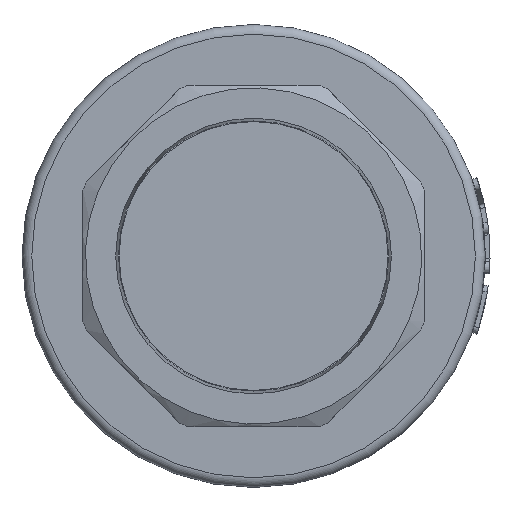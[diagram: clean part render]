
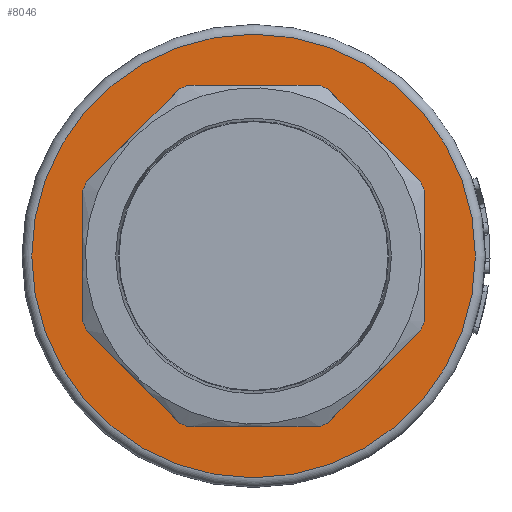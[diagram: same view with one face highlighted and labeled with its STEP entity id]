
A CAD part, left-side view. The second image highlights one B-rep face of the part: STEP entity #8046.
In plain terms, the highlighted planar face has unit normal (-1, 0, 0).
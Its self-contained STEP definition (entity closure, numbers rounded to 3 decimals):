
#7574=CARTESIAN_POINT('',(-6.,-35.,34.037));
#7575=VERTEX_POINT('',#7574);
#7582=CARTESIAN_POINT('',(-6.,-35.,60.963));
#7583=VERTEX_POINT('',#7582);
#7584=CARTESIAN_POINT('',(-6.,-35.,60.963));
#7585=DIRECTION('',(0.0,0.0,-1.0));
#7586=VECTOR('',#7585,26.926);
#7587=LINE('',#7584,#7586);
#7588=EDGE_CURVE('',#7583,#7575,#7587,.T.);
#7605=CARTESIAN_POINT('',(-6.,-34.268,32.271));
#7606=VERTEX_POINT('',#7605);
#7613=CARTESIAN_POINT('',(-6.,0.0,47.5));
#7614=DIRECTION('',(1.,0.0,0.0));
#7615=DIRECTION('',(0.0,0.914,0.406));
#7616=AXIS2_PLACEMENT_3D('',#7613,#7614,#7615);
#7617=CIRCLE('',#7616,37.5);
#7618=EDGE_CURVE('',#7575,#7606,#7617,.T.);
#7630=CARTESIAN_POINT('',(-6.,-15.229,13.232));
#7631=VERTEX_POINT('',#7630);
#7638=CARTESIAN_POINT('',(-6.,-34.268,32.271));
#7639=DIRECTION('',(0.0,0.707,-0.707));
#7640=VECTOR('',#7639,26.926);
#7641=LINE('',#7638,#7640);
#7642=EDGE_CURVE('',#7606,#7631,#7641,.T.);
#7654=CARTESIAN_POINT('',(-6.,-13.463,12.5));
#7655=VERTEX_POINT('',#7654);
#7662=CARTESIAN_POINT('',(-6.,0.0,47.5));
#7663=DIRECTION('',(1.,0.0,0.0));
#7664=DIRECTION('',(0.0,0.359,0.933));
#7665=AXIS2_PLACEMENT_3D('',#7662,#7663,#7664);
#7666=CIRCLE('',#7665,37.5);
#7667=EDGE_CURVE('',#7631,#7655,#7666,.T.);
#7679=CARTESIAN_POINT('',(-6.,13.463,12.5));
#7680=VERTEX_POINT('',#7679);
#7687=CARTESIAN_POINT('',(-6.,-13.463,12.5));
#7688=DIRECTION('',(0.0,1.0,0.0));
#7689=VECTOR('',#7688,26.926);
#7690=LINE('',#7687,#7689);
#7691=EDGE_CURVE('',#7655,#7680,#7690,.T.);
#7703=CARTESIAN_POINT('',(-6.,15.229,13.232));
#7704=VERTEX_POINT('',#7703);
#7711=CARTESIAN_POINT('',(-6.,0.0,47.5));
#7712=DIRECTION('',(1.,0.0,0.0));
#7713=DIRECTION('',(0.0,-0.406,0.914));
#7714=AXIS2_PLACEMENT_3D('',#7711,#7712,#7713);
#7715=CIRCLE('',#7714,37.5);
#7716=EDGE_CURVE('',#7680,#7704,#7715,.T.);
#7728=CARTESIAN_POINT('',(-6.,34.268,32.271));
#7729=VERTEX_POINT('',#7728);
#7736=CARTESIAN_POINT('',(-6.,15.229,13.232));
#7737=DIRECTION('',(0.0,0.707,0.707));
#7738=VECTOR('',#7737,26.926);
#7739=LINE('',#7736,#7738);
#7740=EDGE_CURVE('',#7704,#7729,#7739,.T.);
#7752=CARTESIAN_POINT('',(-6.,35.,34.037));
#7753=VERTEX_POINT('',#7752);
#7760=CARTESIAN_POINT('',(-6.,0.0,47.5));
#7761=DIRECTION('',(1.,0.0,0.0));
#7762=DIRECTION('',(0.0,-0.933,0.359));
#7763=AXIS2_PLACEMENT_3D('',#7760,#7761,#7762);
#7764=CIRCLE('',#7763,37.5);
#7765=EDGE_CURVE('',#7729,#7753,#7764,.T.);
#7777=CARTESIAN_POINT('',(-6.,35.0,60.963));
#7778=VERTEX_POINT('',#7777);
#7785=CARTESIAN_POINT('',(-6.,35.,34.037));
#7786=DIRECTION('',(0.0,0.0,1.0));
#7787=VECTOR('',#7786,26.926);
#7788=LINE('',#7785,#7787);
#7789=EDGE_CURVE('',#7753,#7778,#7788,.T.);
#7801=CARTESIAN_POINT('',(-6.,34.268,62.729));
#7802=VERTEX_POINT('',#7801);
#7809=CARTESIAN_POINT('',(-6.,0.0,47.5));
#7810=DIRECTION('',(1.0,0.0,0.0));
#7811=DIRECTION('',(0.0,-0.914,-0.406));
#7812=AXIS2_PLACEMENT_3D('',#7809,#7810,#7811);
#7813=CIRCLE('',#7812,37.5);
#7814=EDGE_CURVE('',#7778,#7802,#7813,.T.);
#7826=CARTESIAN_POINT('',(-6.,15.229,81.768));
#7827=VERTEX_POINT('',#7826);
#7834=CARTESIAN_POINT('',(-6.,34.268,62.729));
#7835=DIRECTION('',(0.0,-0.707,0.707));
#7836=VECTOR('',#7835,26.926);
#7837=LINE('',#7834,#7836);
#7838=EDGE_CURVE('',#7802,#7827,#7837,.T.);
#7850=CARTESIAN_POINT('',(-6.,13.463,82.5));
#7851=VERTEX_POINT('',#7850);
#7858=CARTESIAN_POINT('',(-6.,0.0,47.5));
#7859=DIRECTION('',(1.,0.0,0.0));
#7860=DIRECTION('',(0.0,-0.359,-0.933));
#7861=AXIS2_PLACEMENT_3D('',#7858,#7859,#7860);
#7862=CIRCLE('',#7861,37.5);
#7863=EDGE_CURVE('',#7827,#7851,#7862,.T.);
#7875=CARTESIAN_POINT('',(-6.,-13.463,82.5));
#7876=VERTEX_POINT('',#7875);
#7883=CARTESIAN_POINT('',(-6.,13.463,82.5));
#7884=DIRECTION('',(0.0,-1.0,0.0));
#7885=VECTOR('',#7884,26.926);
#7886=LINE('',#7883,#7885);
#7887=EDGE_CURVE('',#7851,#7876,#7886,.T.);
#7899=CARTESIAN_POINT('',(-6.,-15.229,81.768));
#7900=VERTEX_POINT('',#7899);
#7907=CARTESIAN_POINT('',(-6.,0.0,47.5));
#7908=DIRECTION('',(1.,0.0,0.0));
#7909=DIRECTION('',(0.0,0.406,-0.914));
#7910=AXIS2_PLACEMENT_3D('',#7907,#7908,#7909);
#7911=CIRCLE('',#7910,37.5);
#7912=EDGE_CURVE('',#7876,#7900,#7911,.T.);
#7924=CARTESIAN_POINT('',(-6.,-34.268,62.729));
#7925=VERTEX_POINT('',#7924);
#7932=CARTESIAN_POINT('',(-6.,-15.229,81.768));
#7933=DIRECTION('',(0.0,-0.707,-0.707));
#7934=VECTOR('',#7933,26.926);
#7935=LINE('',#7932,#7934);
#7936=EDGE_CURVE('',#7900,#7925,#7935,.T.);
#7949=CARTESIAN_POINT('',(-6.,0.0,47.5));
#7950=DIRECTION('',(1.,0.0,0.0));
#7951=DIRECTION('',(0.0,0.933,-0.359));
#7952=AXIS2_PLACEMENT_3D('',#7949,#7950,#7951);
#7953=CIRCLE('',#7952,37.5);
#7954=EDGE_CURVE('',#7925,#7583,#7953,.T.);
#7977=CARTESIAN_POINT('',(-6.,0.,93.0));
#7978=VERTEX_POINT('',#7977);
#7979=CARTESIAN_POINT('',(-6.,0.0,47.5));
#7980=DIRECTION('',(1.0,0.0,0.0));
#7981=DIRECTION('',(0.0,0.0,-1.0));
#7982=AXIS2_PLACEMENT_3D('',#7979,#7980,#7981);
#7983=CIRCLE('',#7982,45.5);
#7984=EDGE_CURVE('',#7978,#7978,#7983,.T.);
#8020=CARTESIAN_POINT('',(-6.,0.0,47.5));
#8021=DIRECTION('',(1.0,0.0,0.0));
#8022=DIRECTION('',(0.0,0.0,-1.0));
#8023=AXIS2_PLACEMENT_3D('',#8020,#8021,#8022);
#8024=PLANE('',#8023);
#8025=ORIENTED_EDGE('',*,*,#7984,.F.);
#8026=EDGE_LOOP('',(#8025));
#8027=FACE_OUTER_BOUND('',#8026,.T.);
#8028=ORIENTED_EDGE('',*,*,#7765,.T.);
#8029=ORIENTED_EDGE('',*,*,#7789,.T.);
#8030=ORIENTED_EDGE('',*,*,#7814,.T.);
#8031=ORIENTED_EDGE('',*,*,#7838,.T.);
#8032=ORIENTED_EDGE('',*,*,#7863,.T.);
#8033=ORIENTED_EDGE('',*,*,#7887,.T.);
#8034=ORIENTED_EDGE('',*,*,#7912,.T.);
#8035=ORIENTED_EDGE('',*,*,#7936,.T.);
#8036=ORIENTED_EDGE('',*,*,#7954,.T.);
#8037=ORIENTED_EDGE('',*,*,#7588,.T.);
#8038=ORIENTED_EDGE('',*,*,#7618,.T.);
#8039=ORIENTED_EDGE('',*,*,#7642,.T.);
#8040=ORIENTED_EDGE('',*,*,#7667,.T.);
#8041=ORIENTED_EDGE('',*,*,#7691,.T.);
#8042=ORIENTED_EDGE('',*,*,#7716,.T.);
#8043=ORIENTED_EDGE('',*,*,#7740,.T.);
#8044=EDGE_LOOP('',(#8028,#8029,#8030,#8031,#8032,#8033,#8034,#8035,#8036,#8037,#8038,#8039,#8040,#8041,#8042,#8043));
#8045=FACE_BOUND('',#8044,.T.);
#8046=ADVANCED_FACE('',(#8027,#8045),#8024,.F.);
